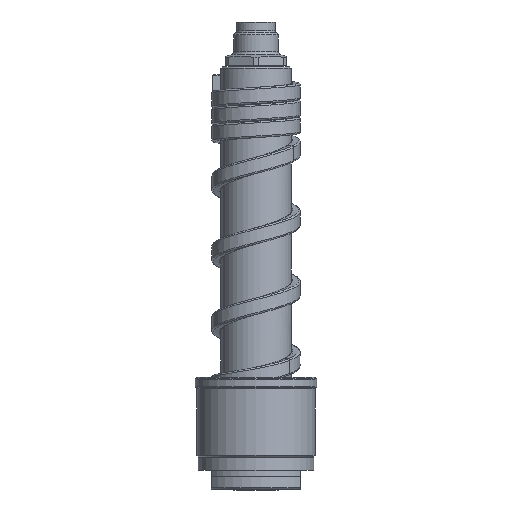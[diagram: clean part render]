
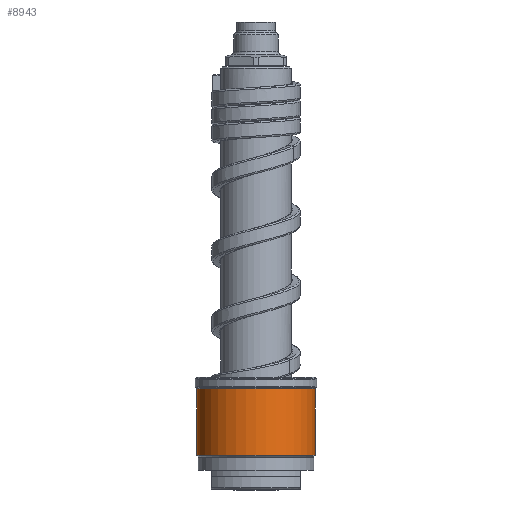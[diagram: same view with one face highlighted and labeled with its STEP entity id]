
A CAD part, front view. The second image highlights one B-rep face of the part: STEP entity #8943.
In plain terms, the highlighted cylindrical face has radius 18.5 mm (diameter 37 mm), a partial arc.
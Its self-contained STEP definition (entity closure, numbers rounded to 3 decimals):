
#1311=CARTESIAN_POINT('',(0.,0.,10.583));
#1312=DIRECTION('',(0.,0.,1.));
#1313=DIRECTION('',(-1.,0.,0.));
#1314=AXIS2_PLACEMENT_3D('',#1311,#1312,#1313);
#1316=DIRECTION('',(0.,0.,-1.));
#1317=VECTOR('',#1316,20.834);
#1318=CARTESIAN_POINT('',(-18.5,0.,31.417));
#1319=LINE('',#1318,#1317);
#1320=CARTESIAN_POINT('',(0.,0.,31.417));
#1321=DIRECTION('',(0.,0.,1.));
#1322=DIRECTION('',(-1.,0.,0.));
#1323=AXIS2_PLACEMENT_3D('',#1320,#1321,#1322);
#1325=DIRECTION('',(0.,0.,-1.));
#1326=VECTOR('',#1325,20.834);
#1327=CARTESIAN_POINT('',(18.5,0.,31.417));
#1328=LINE('',#1327,#1326);
#6826=CARTESIAN_POINT('',(18.5,0.,31.417));
#6827=CARTESIAN_POINT('',(-18.5,0.,31.417));
#6828=VERTEX_POINT('',#6826);
#6829=VERTEX_POINT('',#6827);
#6852=CARTESIAN_POINT('',(18.5,0.,10.583));
#6853=VERTEX_POINT('',#6852);
#6854=CARTESIAN_POINT('',(-18.5,0.,10.583));
#6855=VERTEX_POINT('',#6854);
#8929=CARTESIAN_POINT('',(0.,0.,8.75));
#8930=DIRECTION('',(0.,0.,1.));
#8931=DIRECTION('',(-1.,0.,0.));
#8932=AXIS2_PLACEMENT_3D('',#8929,#8930,#8931);
#8933=CYLINDRICAL_SURFACE('',#8932,18.5);
#8935=ORIENTED_EDGE('',*,*,#8934,.F.);
#8937=ORIENTED_EDGE('',*,*,#8936,.F.);
#8938=ORIENTED_EDGE('',*,*,#8919,.T.);
#8940=ORIENTED_EDGE('',*,*,#8939,.T.);
#8941=EDGE_LOOP('',(#8935,#8937,#8938,#8940));
#8942=FACE_OUTER_BOUND('',#8941,.F.);
#1315=CIRCLE('',#1314,18.5);
#1324=CIRCLE('',#1323,18.5);
#8919=EDGE_CURVE('',#6829,#6828,#1324,.T.);
#8934=EDGE_CURVE('',#6855,#6853,#1315,.T.);
#8936=EDGE_CURVE('',#6829,#6855,#1319,.T.);
#8939=EDGE_CURVE('',#6828,#6853,#1328,.T.);
#8943=ADVANCED_FACE('',(#8942),#8933,.T.);
